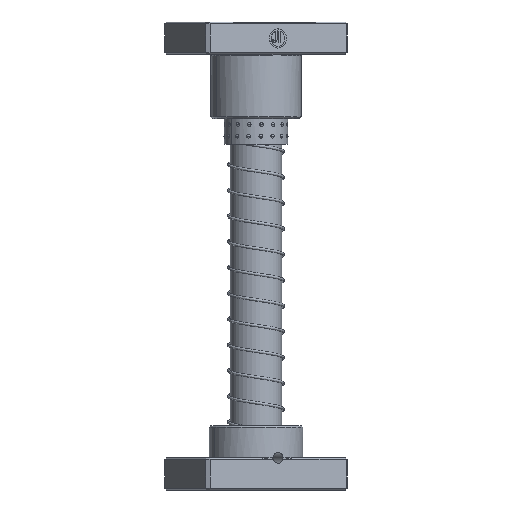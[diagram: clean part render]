
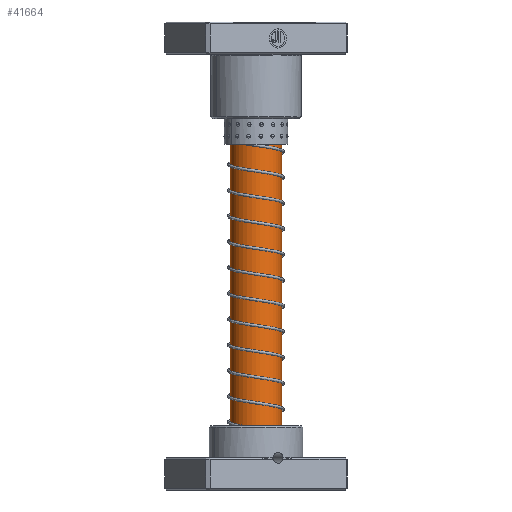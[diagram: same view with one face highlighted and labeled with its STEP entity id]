
A CAD part, front view. The second image highlights one B-rep face of the part: STEP entity #41664.
In plain terms, the highlighted cylindrical face has radius 16 mm (diameter 32 mm), a partial arc.
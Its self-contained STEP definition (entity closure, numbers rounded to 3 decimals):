
#2289 = CARTESIAN_POINT ( 'NONE',  ( 16., 0., 257.5 ) ) ;
#5105 = AXIS2_PLACEMENT_3D ( 'NONE', #25858, #29478, #7745 ) ;
#5716 = CARTESIAN_POINT ( 'NONE',  ( -16., 0., 24. ) ) ;
#5814 = EDGE_CURVE ( 'NONE', #37966, #15898, #16375, .T. ) ;
#6274 = CARTESIAN_POINT ( 'NONE',  ( 0., 0., 257.5 ) ) ;
#6330 = VERTEX_POINT ( 'NONE', #38654 ) ;
#7745 = DIRECTION ( 'NONE',  ( -1., 0., 0. ) ) ;
#8270 = CARTESIAN_POINT ( 'NONE',  ( 0., 0., 24. ) ) ;
#9949 = DIRECTION ( 'NONE',  ( 1., 0., 0. ) ) ;
#11520 = CARTESIAN_POINT ( 'NONE',  ( 16., 0., 24. ) ) ;
#11744 = ORIENTED_EDGE ( 'NONE', *, *, #5814, .F. ) ;
#11922 = DIRECTION ( 'NONE',  ( -1., 0., 0. ) ) ;
#15898 = VERTEX_POINT ( 'NONE', #5716 ) ;
#16375 = CIRCLE ( 'NONE', #45645, 16. ) ;
#17245 = ORIENTED_EDGE ( 'NONE', *, *, #26181, .T. ) ;
#17309 = EDGE_CURVE ( 'NONE', #46317, #37966, #39066, .T. ) ;
#17995 = ORIENTED_EDGE ( 'NONE', *, *, #38427, .T. ) ;
#20342 = DIRECTION ( 'NONE',  ( 0., 0., -1. ) ) ;
#21051 = CARTESIAN_POINT ( 'NONE',  ( -16., 0., 260. ) ) ;
#23829 = CYLINDRICAL_SURFACE ( 'NONE', #5105, 16. ) ;
#24943 = FACE_OUTER_BOUND ( 'NONE', #31545, .T. ) ;
#25858 = CARTESIAN_POINT ( 'NONE',  ( 0., 0., 260. ) ) ;
#26181 = EDGE_CURVE ( 'NONE', #6330, #15898, #45522, .T. ) ;
#27932 = CARTESIAN_POINT ( 'NONE',  ( 16., 0., 260. ) ) ;
#29478 = DIRECTION ( 'NONE',  ( 0., 0., -1. ) ) ;
#31545 = EDGE_LOOP ( 'NONE', ( #42372, #17995, #17245, #11744 ) ) ;
#31645 = DIRECTION ( 'NONE',  ( 0., 0., -1. ) ) ;
#33634 = DIRECTION ( 'NONE',  ( 0., 0., -1. ) ) ;
#35920 = VECTOR ( 'NONE', #46275, 1000. ) ;
#37966 = VERTEX_POINT ( 'NONE', #11520 ) ;
#38427 = EDGE_CURVE ( 'NONE', #46317, #6330, #42145, .T. ) ;
#38654 = CARTESIAN_POINT ( 'NONE',  ( -16., 0., 257.5 ) ) ;
#39066 = LINE ( 'NONE', #27932, #43588 ) ;
#41664 = ADVANCED_FACE ( 'NONE', ( #24943 ), #23829, .T. ) ;
#42145 = CIRCLE ( 'NONE', #45327, 16. ) ;
#42372 = ORIENTED_EDGE ( 'NONE', *, *, #17309, .F. ) ;
#43588 = VECTOR ( 'NONE', #20342, 1000. ) ;
#45327 = AXIS2_PLACEMENT_3D ( 'NONE', #6274, #31645, #9949 ) ;
#45522 = LINE ( 'NONE', #21051, #35920 ) ;
#45645 = AXIS2_PLACEMENT_3D ( 'NONE', #8270, #33634, #11922 ) ;
#46275 = DIRECTION ( 'NONE',  ( 0., 0., -1. ) ) ;
#46317 = VERTEX_POINT ( 'NONE', #2289 ) ;
